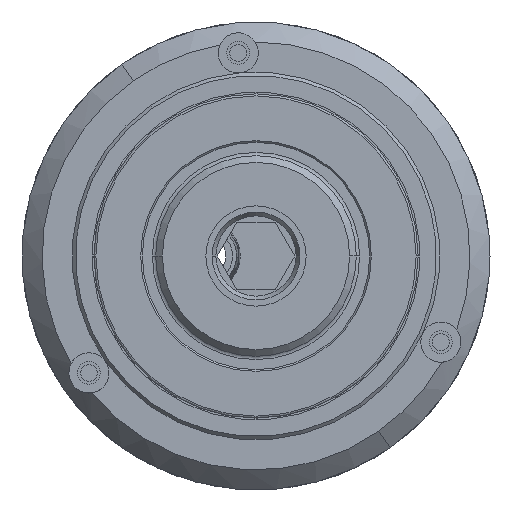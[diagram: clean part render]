
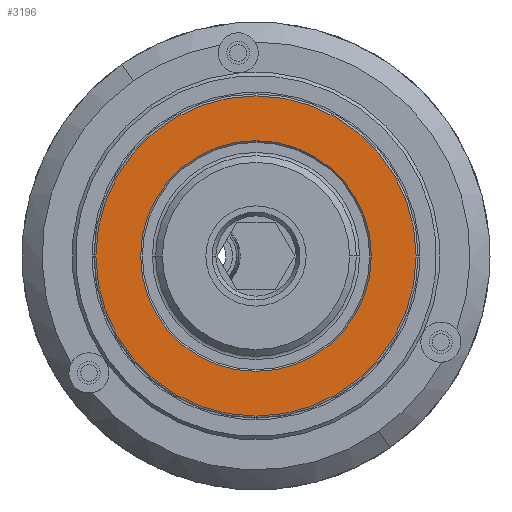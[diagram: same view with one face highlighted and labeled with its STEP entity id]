
A CAD part, left-side view. The second image highlights one B-rep face of the part: STEP entity #3196.
In plain terms, the highlighted planar face has unit normal (-1, 0, 0).
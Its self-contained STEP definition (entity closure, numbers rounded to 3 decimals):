
#130 = EDGE_CURVE ( 'NONE', #949, #1406, #6439, .T. ) ;
#294 = DIRECTION ( 'NONE',  ( 0., -1., 0. ) ) ;
#479 = DIRECTION ( 'NONE',  ( 0., 1., 0. ) ) ;
#882 = CIRCLE ( 'NONE', #1087, 17.25 ) ;
#949 = VERTEX_POINT ( 'NONE', #1201 ) ;
#1087 = AXIS2_PLACEMENT_3D ( 'NONE', #1560, #2636, #479 ) ;
#1116 = DIRECTION ( 'NONE',  ( -1., 0., 0. ) ) ;
#1201 = CARTESIAN_POINT ( 'NONE',  ( -17.8, 23.95, 0. ) ) ;
#1361 = ORIENTED_EDGE ( 'NONE', *, *, #3063, .F. ) ;
#1406 = VERTEX_POINT ( 'NONE', #5592 ) ;
#1560 = CARTESIAN_POINT ( 'NONE',  ( -17.8, 0., 0. ) ) ;
#1923 = DIRECTION ( 'NONE',  ( -1., 0., 0. ) ) ;
#2065 = FACE_OUTER_BOUND ( 'NONE', #6525, .T. ) ;
#2238 = AXIS2_PLACEMENT_3D ( 'NONE', #5991, #4318, #4917 ) ;
#2248 = FACE_BOUND ( 'NONE', #2692, .T. ) ;
#2636 = DIRECTION ( 'NONE',  ( -1., 0., 0. ) ) ;
#2687 = CIRCLE ( 'NONE', #5170, 17.25 ) ;
#2692 = EDGE_LOOP ( 'NONE', ( #1361, #6252 ) ) ;
#2790 = DIRECTION ( 'NONE',  ( 0., -1., 0. ) ) ;
#3061 = DIRECTION ( 'NONE',  ( 0., 1., 0. ) ) ;
#3063 = EDGE_CURVE ( 'NONE', #6425, #6597, #2687, .T. ) ;
#3170 = PLANE ( 'NONE',  #2238 ) ;
#3196 = ADVANCED_FACE ( 'NONE', ( #2065, #2248 ), #3170, .F. ) ;
#3475 = CIRCLE ( 'NONE', #7026, 23.95 ) ;
#3480 = ORIENTED_EDGE ( 'NONE', *, *, #130, .T. ) ;
#3555 = CARTESIAN_POINT ( 'NONE',  ( -17.8, 0., 0. ) ) ;
#3611 = DIRECTION ( 'NONE',  ( -1., 0., 0. ) ) ;
#4318 = DIRECTION ( 'NONE',  ( 1., 0., 0. ) ) ;
#4507 = CARTESIAN_POINT ( 'NONE',  ( -17.8, 0., 0. ) ) ;
#4917 = DIRECTION ( 'NONE',  ( 0., -1., 0. ) ) ;
#5170 = AXIS2_PLACEMENT_3D ( 'NONE', #3555, #3611, #3061 ) ;
#5245 = CARTESIAN_POINT ( 'NONE',  ( -17.8, 17.25, 0. ) ) ;
#5592 = CARTESIAN_POINT ( 'NONE',  ( -17.8, -23.95, 0. ) ) ;
#5770 = ORIENTED_EDGE ( 'NONE', *, *, #6592, .T. ) ;
#5991 = CARTESIAN_POINT ( 'NONE',  ( -17.8, 0., -17.25 ) ) ;
#6059 = AXIS2_PLACEMENT_3D ( 'NONE', #4507, #1116, #2790 ) ;
#6252 = ORIENTED_EDGE ( 'NONE', *, *, #6933, .F. ) ;
#6425 = VERTEX_POINT ( 'NONE', #5245 ) ;
#6428 = CARTESIAN_POINT ( 'NONE',  ( -17.8, 0., 0. ) ) ;
#6439 = CIRCLE ( 'NONE', #6059, 23.95 ) ;
#6525 = EDGE_LOOP ( 'NONE', ( #5770, #3480 ) ) ;
#6592 = EDGE_CURVE ( 'NONE', #1406, #949, #3475, .T. ) ;
#6597 = VERTEX_POINT ( 'NONE', #6989 ) ;
#6933 = EDGE_CURVE ( 'NONE', #6597, #6425, #882, .T. ) ;
#6989 = CARTESIAN_POINT ( 'NONE',  ( -17.8, -17.25, 0. ) ) ;
#7026 = AXIS2_PLACEMENT_3D ( 'NONE', #6428, #1923, #294 ) ;
